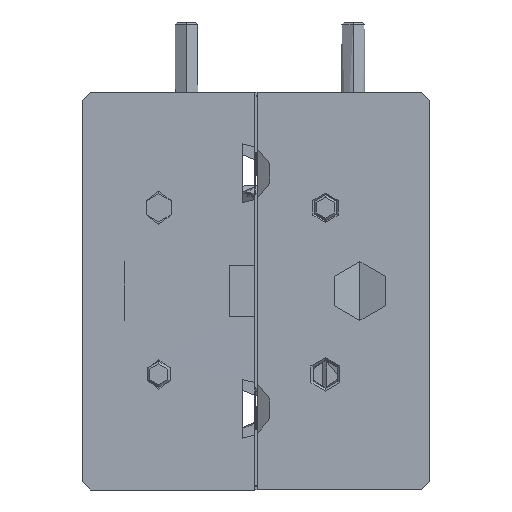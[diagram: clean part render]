
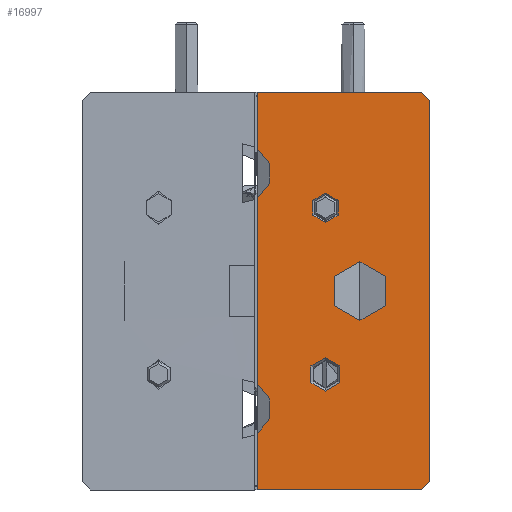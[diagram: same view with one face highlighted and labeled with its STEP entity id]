
A CAD part, left-side view. The second image highlights one B-rep face of the part: STEP entity #16997.
In plain terms, the highlighted planar face has unit normal (1, 0, 0).
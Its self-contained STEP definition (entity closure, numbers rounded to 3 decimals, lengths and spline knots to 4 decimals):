
#640 = CARTESIAN_POINT ( 'NONE',  ( -3.1506, 0.1753, 0.0717 ) ) ;
#755 = CARTESIAN_POINT ( 'NONE',  ( -3.1506, 0.0119, 0.0171 ) ) ;
#1613 = CARTESIAN_POINT ( 'NONE',  ( -3.1506, 0.2108, -0.0252 ) ) ;
#1737 = CARTESIAN_POINT ( 'NONE',  ( -3.1506, 0.1753, 0.0351 ) ) ;
#2018 = DIRECTION ( 'NONE',  ( 0., 0., 1. ) ) ;
#2528 = AXIS2_PLACEMENT_3D ( 'NONE', #44031, #40272, #52600 ) ;
#3033 = DIRECTION ( 'NONE',  ( -1., 0., 0. ) ) ;
#3627 = CARTESIAN_POINT ( 'NONE',  ( -3.1506, -0.2367, -0.199 ) ) ;
#3654 = CARTESIAN_POINT ( 'NONE',  ( -3.1506, 0.0119, 0.4199 ) ) ;
#3858 = AXIS2_PLACEMENT_3D ( 'NONE', #43962, #3033, #48084 ) ;
#4684 = CARTESIAN_POINT ( 'NONE',  ( -3.1506, 0.1753, 0.4769 ) ) ;
#4834 = ORIENTED_EDGE ( 'NONE', *, *, #35810, .T. ) ;
#4845 = VERTEX_POINT ( 'NONE', #3627 ) ;
#5856 = CARTESIAN_POINT ( 'NONE',  ( -3.1506, -0.2167, 0.731 ) ) ;
#6429 = FACE_BOUND ( 'NONE', #23228, .T. ) ;
#6706 = DIRECTION ( 'NONE',  ( -1., 0., 0. ) ) ;
#7026 = CARTESIAN_POINT ( 'NONE',  ( -3.1506, -0.2167, 0.731 ) ) ;
#7473 = CIRCLE ( 'NONE', #9081, 0.07 ) ;
#7702 = DIRECTION ( 'NONE',  ( -1., 0., 0. ) ) ;
#8097 = ORIENTED_EDGE ( 'NONE', *, *, #37895, .F. ) ;
#8498 = EDGE_LOOP ( 'NONE', ( #35938, #11473 ) ) ;
#9081 = AXIS2_PLACEMENT_3D ( 'NONE', #38899, #6706, #51575 ) ;
#9440 = CIRCLE ( 'NONE', #29024, 0.07 ) ;
#9628 = FACE_BOUND ( 'NONE', #8498, .T. ) ;
#9686 = DIRECTION ( 'NONE',  ( 0., 0.707, -0.707 ) ) ;
#10233 = VERTEX_POINT ( 'NONE', #46554 ) ;
#10607 = DIRECTION ( 'NONE',  ( 0., -1., 0. ) ) ;
#11473 = ORIENTED_EDGE ( 'NONE', *, *, #39513, .T. ) ;
#11496 = ORIENTED_EDGE ( 'NONE', *, *, #49264, .T. ) ;
#12218 = EDGE_CURVE ( 'NONE', #4845, #44196, #40583, .T. ) ;
#12246 = VECTOR ( 'NONE', #38079, 39.3701 ) ;
#13123 = EDGE_CURVE ( 'NONE', #46289, #20642, #35438, .T. ) ;
#13815 = EDGE_CURVE ( 'NONE', #39475, #44196, #29027, .T. ) ;
#13965 = LINE ( 'NONE', #640, #19047 ) ;
#14668 = CARTESIAN_POINT ( 'NONE',  ( -3.1506, -0.2367, 0.731 ) ) ;
#15136 = EDGE_CURVE ( 'NONE', #24630, #51787, #42356, .T. ) ;
#15711 = EDGE_CURVE ( 'NONE', #17337, #35926, #44890, .T. ) ;
#15720 = CARTESIAN_POINT ( 'NONE',  ( -3.1506, 0.1753, -0.219 ) ) ;
#15746 = DIRECTION ( 'NONE',  ( -1., 0., 0. ) ) ;
#16388 = CARTESIAN_POINT ( 'NONE',  ( -3.1506, 0.0119, 0.0971 ) ) ;
#16997 = ADVANCED_FACE ( 'NONE', ( #18506, #34430, #9628, #6429 ), #51138, .T. ) ;
#17337 = VERTEX_POINT ( 'NONE', #45108 ) ;
#17903 = AXIS2_PLACEMENT_3D ( 'NONE', #47961, #7702, #19612 ) ;
#18394 = CIRCLE ( 'NONE', #17903, 0.035 ) ;
#18506 = FACE_OUTER_BOUND ( 'NONE', #38651, .T. ) ;
#18635 = VERTEX_POINT ( 'NONE', #21208 ) ;
#19047 = VECTOR ( 'NONE', #37248, 39.3701 ) ;
#19462 = VECTOR ( 'NONE', #24201, 39.3701 ) ;
#19612 = DIRECTION ( 'NONE',  ( 0., 0., 1. ) ) ;
#19909 = ORIENTED_EDGE ( 'NONE', *, *, #46833, .F. ) ;
#20133 = EDGE_CURVE ( 'NONE', #37729, #10233, #9440, .T. ) ;
#20281 = CARTESIAN_POINT ( 'NONE',  ( -3.1506, -0.2367, -0.219 ) ) ;
#20282 = DIRECTION ( 'NONE',  ( 0., 0., -1. ) ) ;
#20642 = VERTEX_POINT ( 'NONE', #1737 ) ;
#21208 = CARTESIAN_POINT ( 'NONE',  ( -3.1506, 0.1753, 0.731 ) ) ;
#22045 = EDGE_CURVE ( 'NONE', #42623, #26055, #7473, .T. ) ;
#23000 = VECTOR ( 'NONE', #43526, 39.3701 ) ;
#23228 = EDGE_LOOP ( 'NONE', ( #11496, #27317 ) ) ;
#23583 = CIRCLE ( 'NONE', #37965, 0.04 ) ;
#24201 = DIRECTION ( 'NONE',  ( 0., -1., 0. ) ) ;
#24342 = ORIENTED_EDGE ( 'NONE', *, *, #12218, .T. ) ;
#24630 = VERTEX_POINT ( 'NONE', #755 ) ;
#25210 = CARTESIAN_POINT ( 'NONE',  ( -3.1506, -0.2367, -0.199 ) ) ;
#25283 = VECTOR ( 'NONE', #20282, 39.3701 ) ;
#25308 = VECTOR ( 'NONE', #9686, 39.3701 ) ;
#25883 = CARTESIAN_POINT ( 'NONE',  ( -3.1506, -0.2367, 0.711 ) ) ;
#25982 = AXIS2_PLACEMENT_3D ( 'NONE', #1613, #50730, #34477 ) ;
#26055 = VERTEX_POINT ( 'NONE', #48129 ) ;
#27317 = ORIENTED_EDGE ( 'NONE', *, *, #22045, .T. ) ;
#27469 = DIRECTION ( 'NONE',  ( 0., 0., 1. ) ) ;
#28777 = ORIENTED_EDGE ( 'NONE', *, *, #15136, .T. ) ;
#28840 = DIRECTION ( 'NONE',  ( 0., 0., -1. ) ) ;
#28941 = AXIS2_PLACEMENT_3D ( 'NONE', #47221, #47410, #30987 ) ;
#29024 = AXIS2_PLACEMENT_3D ( 'NONE', #42240, #50438, #2018 ) ;
#29027 = LINE ( 'NONE', #20281, #19462 ) ;
#29745 = LINE ( 'NONE', #40221, #25283 ) ;
#30987 = DIRECTION ( 'NONE',  ( 0., 0., -1. ) ) ;
#31480 = ORIENTED_EDGE ( 'NONE', *, *, #34784, .T. ) ;
#31638 = LINE ( 'NONE', #14668, #40618 ) ;
#32081 = ORIENTED_EDGE ( 'NONE', *, *, #40429, .F. ) ;
#32267 = CARTESIAN_POINT ( 'NONE',  ( -3.1506, 0.0119, 0.0571 ) ) ;
#32400 = CARTESIAN_POINT ( 'NONE',  ( -3.1506, 0.1753, 0.0717 ) ) ;
#33528 = CARTESIAN_POINT ( 'NONE',  ( -3.1506, 0.0119, 0.4549 ) ) ;
#34405 = CARTESIAN_POINT ( 'NONE',  ( -3.1506, -0.0705, 0.186 ) ) ;
#34430 = FACE_BOUND ( 'NONE', #46845, .T. ) ;
#34477 = DIRECTION ( 'NONE',  ( 0., 0., 1. ) ) ;
#34784 = EDGE_CURVE ( 'NONE', #43059, #4845, #51733, .T. ) ;
#35321 = ORIENTED_EDGE ( 'NONE', *, *, #13123, .T. ) ;
#35438 = CIRCLE ( 'NONE', #25982, 0.07 ) ;
#35810 = EDGE_CURVE ( 'NONE', #51787, #24630, #23583, .T. ) ;
#35926 = VERTEX_POINT ( 'NONE', #3654 ) ;
#35938 = ORIENTED_EDGE ( 'NONE', *, *, #15711, .T. ) ;
#37248 = DIRECTION ( 'NONE',  ( 0., 0., -1. ) ) ;
#37729 = VERTEX_POINT ( 'NONE', #4684 ) ;
#37895 = EDGE_CURVE ( 'NONE', #37729, #20642, #13965, .T. ) ;
#37962 = DIRECTION ( 'NONE',  ( -1., 0., 0. ) ) ;
#37965 = AXIS2_PLACEMENT_3D ( 'NONE', #32267, #15746, #27469 ) ;
#38079 = DIRECTION ( 'NONE',  ( 0., 0., -1. ) ) ;
#38651 = EDGE_LOOP ( 'NONE', ( #35321, #8097, #44146, #44207, #42063, #19909, #31480, #24342, #40467, #32081 ) ) ;
#38899 = CARTESIAN_POINT ( 'NONE',  ( -3.1506, -0.0705, 0.256 ) ) ;
#39437 = CIRCLE ( 'NONE', #2528, 0.07 ) ;
#39475 = VERTEX_POINT ( 'NONE', #15720 ) ;
#39513 = EDGE_CURVE ( 'NONE', #35926, #17337, #18394, .T. ) ;
#40004 = CARTESIAN_POINT ( 'NONE',  ( -3.1506, 0.1753, -0.0856 ) ) ;
#40221 = CARTESIAN_POINT ( 'NONE',  ( -3.1506, 0.1753, 0.0717 ) ) ;
#40272 = DIRECTION ( 'NONE',  ( -1., 0., 0. ) ) ;
#40429 = EDGE_CURVE ( 'NONE', #46289, #39475, #43874, .T. ) ;
#40467 = ORIENTED_EDGE ( 'NONE', *, *, #13815, .F. ) ;
#40583 = LINE ( 'NONE', #25210, #25308 ) ;
#40588 = VERTEX_POINT ( 'NONE', #5856 ) ;
#40618 = VECTOR ( 'NONE', #10607, 39.3701 ) ;
#41575 = DIRECTION ( 'NONE',  ( 0., 0., 1. ) ) ;
#41897 = AXIS2_PLACEMENT_3D ( 'NONE', #33528, #37962, #41575 ) ;
#42063 = ORIENTED_EDGE ( 'NONE', *, *, #42581, .T. ) ;
#42240 = CARTESIAN_POINT ( 'NONE',  ( -3.1506, 0.2108, 0.5373 ) ) ;
#42356 = CIRCLE ( 'NONE', #3858, 0.04 ) ;
#42581 = EDGE_CURVE ( 'NONE', #18635, #40588, #31638, .T. ) ;
#42623 = VERTEX_POINT ( 'NONE', #34405 ) ;
#42655 = EDGE_CURVE ( 'NONE', #18635, #10233, #29745, .T. ) ;
#43059 = VERTEX_POINT ( 'NONE', #25883 ) ;
#43526 = DIRECTION ( 'NONE',  ( 0., 0.707, 0.707 ) ) ;
#43874 = LINE ( 'NONE', #32400, #49002 ) ;
#43962 = CARTESIAN_POINT ( 'NONE',  ( -3.1506, 0.0119, 0.0571 ) ) ;
#44031 = CARTESIAN_POINT ( 'NONE',  ( -3.1506, -0.0705, 0.256 ) ) ;
#44146 = ORIENTED_EDGE ( 'NONE', *, *, #20133, .T. ) ;
#44196 = VERTEX_POINT ( 'NONE', #48671 ) ;
#44207 = ORIENTED_EDGE ( 'NONE', *, *, #42655, .F. ) ;
#44890 = CIRCLE ( 'NONE', #41897, 0.035 ) ;
#45108 = CARTESIAN_POINT ( 'NONE',  ( -3.1506, 0.0119, 0.4899 ) ) ;
#45993 = LINE ( 'NONE', #7026, #23000 ) ;
#46289 = VERTEX_POINT ( 'NONE', #40004 ) ;
#46554 = CARTESIAN_POINT ( 'NONE',  ( -3.1506, 0.1753, 0.5976 ) ) ;
#46649 = CARTESIAN_POINT ( 'NONE',  ( -3.1506, -0.2367, 0.731 ) ) ;
#46833 = EDGE_CURVE ( 'NONE', #43059, #40588, #45993, .T. ) ;
#46845 = EDGE_LOOP ( 'NONE', ( #4834, #28777 ) ) ;
#47221 = CARTESIAN_POINT ( 'NONE',  ( -3.1506, -0.2367, 0.731 ) ) ;
#47410 = DIRECTION ( 'NONE',  ( 1., 0., 0. ) ) ;
#47961 = CARTESIAN_POINT ( 'NONE',  ( -3.1506, 0.0119, 0.4549 ) ) ;
#48084 = DIRECTION ( 'NONE',  ( 0., 0., 1. ) ) ;
#48129 = CARTESIAN_POINT ( 'NONE',  ( -3.1506, -0.0705, 0.326 ) ) ;
#48671 = CARTESIAN_POINT ( 'NONE',  ( -3.1506, -0.2167, -0.219 ) ) ;
#49002 = VECTOR ( 'NONE', #28840, 39.3701 ) ;
#49264 = EDGE_CURVE ( 'NONE', #26055, #42623, #39437, .T. ) ;
#50438 = DIRECTION ( 'NONE',  ( -1., 0., 0. ) ) ;
#50730 = DIRECTION ( 'NONE',  ( -1., 0., 0. ) ) ;
#51138 = PLANE ( 'NONE',  #28941 ) ;
#51575 = DIRECTION ( 'NONE',  ( 0., 0., 1. ) ) ;
#51733 = LINE ( 'NONE', #46649, #12246 ) ;
#51787 = VERTEX_POINT ( 'NONE', #16388 ) ;
#52600 = DIRECTION ( 'NONE',  ( 0., 0., 1. ) ) ;
